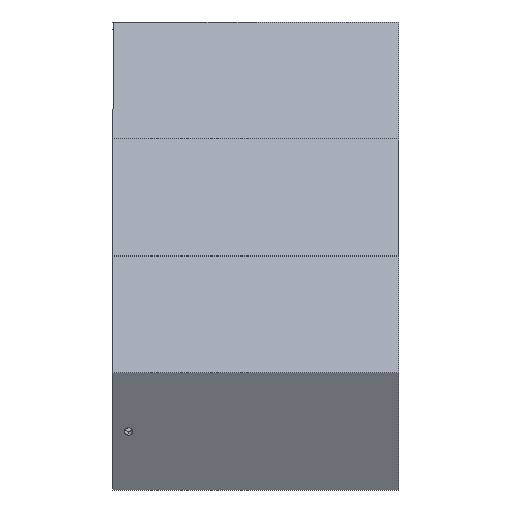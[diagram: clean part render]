
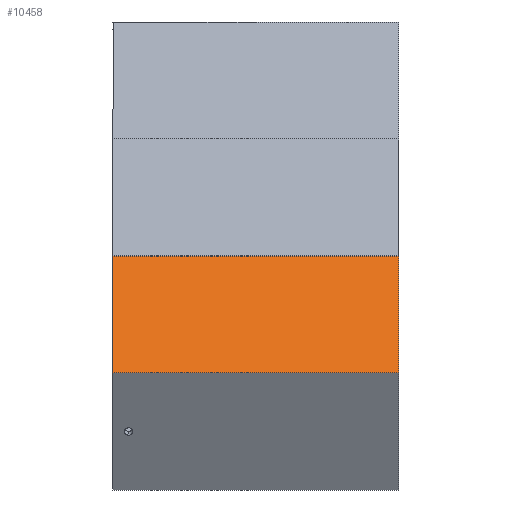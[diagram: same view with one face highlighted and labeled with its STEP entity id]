
A CAD part, left-side view. The second image highlights one B-rep face of the part: STEP entity #10458.
In plain terms, the highlighted planar face has unit normal (-0.866, 0, 0.5).
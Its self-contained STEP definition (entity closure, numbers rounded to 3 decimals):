
#73 = DIRECTION ( 'NONE',  ( 0., 1., 0. ) ) ;
#126 = EDGE_CURVE ( 'NONE', #7650, #9153, #5637, .T. ) ;
#205 = CARTESIAN_POINT ( 'NONE',  ( -51.962, -110., 0. ) ) ;
#218 = EDGE_LOOP ( 'NONE', ( #3998, #9229, #9834, #1018 ) ) ;
#502 = DIRECTION ( 'NONE',  ( 0.5, 0., 0.866 ) ) ;
#1018 = ORIENTED_EDGE ( 'NONE', *, *, #126, .T. ) ;
#1317 = VERTEX_POINT ( 'NONE', #1893 ) ;
#1850 = DIRECTION ( 'NONE',  ( 0., 1., 0. ) ) ;
#1851 = DIRECTION ( 'NONE',  ( 0.5, 0., 0.866 ) ) ;
#1893 = CARTESIAN_POINT ( 'NONE',  ( -51.962, 0., 0. ) ) ;
#2674 = CARTESIAN_POINT ( 'NONE',  ( -25.981, -110., 45. ) ) ;
#2706 = AXIS2_PLACEMENT_3D ( 'NONE', #205, #6807, #1851 ) ;
#3123 = EDGE_CURVE ( 'NONE', #1317, #9153, #10666, .T. ) ;
#3611 = VERTEX_POINT ( 'NONE', #8857 ) ;
#3618 = FACE_OUTER_BOUND ( 'NONE', #218, .T. ) ;
#3998 = ORIENTED_EDGE ( 'NONE', *, *, #3123, .F. ) ;
#4010 = LINE ( 'NONE', #8461, #10328 ) ;
#5024 = CARTESIAN_POINT ( 'NONE',  ( -51.962, -110., 0. ) ) ;
#5370 = EDGE_CURVE ( 'NONE', #3611, #7650, #10042, .T. ) ;
#5637 = LINE ( 'NONE', #9105, #7835 ) ;
#5654 = VECTOR ( 'NONE', #6683, 1000. ) ;
#5974 = PLANE ( 'NONE',  #2706 ) ;
#6275 = CARTESIAN_POINT ( 'NONE',  ( -51.962, 0., 0. ) ) ;
#6405 = CARTESIAN_POINT ( 'NONE',  ( -25.981, 0., 45. ) ) ;
#6683 = DIRECTION ( 'NONE',  ( 0.5, 0., 0.866 ) ) ;
#6807 = DIRECTION ( 'NONE',  ( -0.866, 0., 0.5 ) ) ;
#7629 = EDGE_CURVE ( 'NONE', #3611, #1317, #4010, .T. ) ;
#7650 = VERTEX_POINT ( 'NONE', #2674 ) ;
#7835 = VECTOR ( 'NONE', #73, 1000. ) ;
#8461 = CARTESIAN_POINT ( 'NONE',  ( -51.962, -110., 0. ) ) ;
#8463 = VECTOR ( 'NONE', #502, 1000. ) ;
#8857 = CARTESIAN_POINT ( 'NONE',  ( -51.962, -110., 0. ) ) ;
#9105 = CARTESIAN_POINT ( 'NONE',  ( -25.981, -110., 45. ) ) ;
#9153 = VERTEX_POINT ( 'NONE', #6405 ) ;
#9229 = ORIENTED_EDGE ( 'NONE', *, *, #7629, .F. ) ;
#9834 = ORIENTED_EDGE ( 'NONE', *, *, #5370, .T. ) ;
#10042 = LINE ( 'NONE', #5024, #5654 ) ;
#10328 = VECTOR ( 'NONE', #1850, 1000. ) ;
#10458 = ADVANCED_FACE ( 'NONE', ( #3618 ), #5974, .T. ) ;
#10666 = LINE ( 'NONE', #6275, #8463 ) ;
